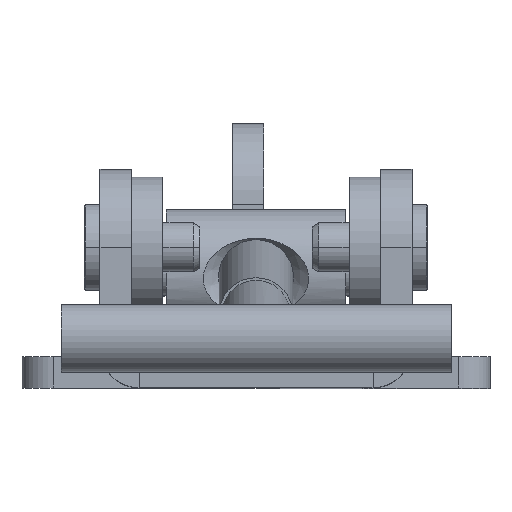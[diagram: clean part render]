
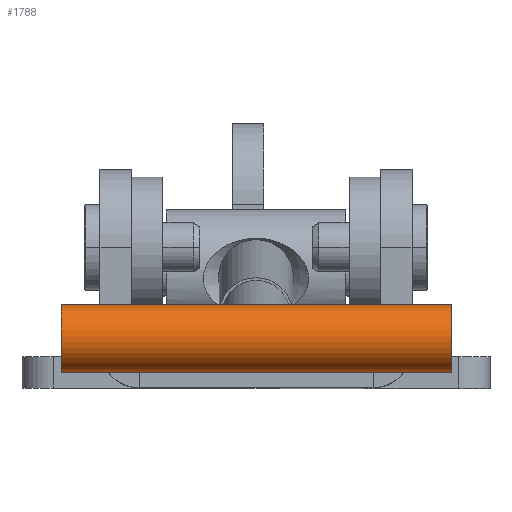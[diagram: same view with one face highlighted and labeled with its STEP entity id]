
A CAD part, top view. The second image highlights one B-rep face of the part: STEP entity #1788.
In plain terms, the highlighted cylindrical face has radius 2.18 mm (diameter 4.36 mm), a partial arc.
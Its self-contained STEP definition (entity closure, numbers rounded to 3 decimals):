
#1 = DIRECTION ( 'NONE',  ( 1., 0., 0. ) ) ;
#40 = CARTESIAN_POINT ( 'NONE',  ( 0., 46.5, -12.5 ) ) ;
#136 = CARTESIAN_POINT ( 'NONE',  ( 2.18, 46.5, 0. ) ) ;
#195 = FACE_OUTER_BOUND ( 'NONE', #3589, .T. ) ;
#261 = VECTOR ( 'NONE', #1638, 1000. ) ;
#370 = DIRECTION ( 'NONE',  ( 0., 0., 1. ) ) ;
#490 = CARTESIAN_POINT ( 'NONE',  ( 2.18, 46.5, 12.5 ) ) ;
#852 = VECTOR ( 'NONE', #2362, 1000. ) ;
#1172 = ORIENTED_EDGE ( 'NONE', *, *, #4052, .F. ) ;
#1183 = EDGE_CURVE ( 'NONE', #2368, #3937, #1620, .T. ) ;
#1469 = ORIENTED_EDGE ( 'NONE', *, *, #2871, .F. ) ;
#1500 = CARTESIAN_POINT ( 'NONE',  ( -2.18, 46.5, -12.5 ) ) ;
#1620 = LINE ( 'NONE', #1652, #261 ) ;
#1638 = DIRECTION ( 'NONE',  ( 0., 0., 1. ) ) ;
#1652 = CARTESIAN_POINT ( 'NONE',  ( -2.18, 46.5, -12.5 ) ) ;
#1655 = CARTESIAN_POINT ( 'NONE',  ( 0., 46.5, 12.5 ) ) ;
#1752 = ORIENTED_EDGE ( 'NONE', *, *, #2622, .T. ) ;
#1767 = AXIS2_PLACEMENT_3D ( 'NONE', #40, #370, #1 ) ;
#1788 = ADVANCED_FACE ( 'NONE', ( #195 ), #3516, .T. ) ;
#1826 = DIRECTION ( 'NONE',  ( 0., 0., 1. ) ) ;
#1847 = LINE ( 'NONE', #3657, #852 ) ;
#1886 = ORIENTED_EDGE ( 'NONE', *, *, #2315, .F. ) ;
#1944 = EDGE_CURVE ( 'NONE', #2446, #2368, #2247, .T. ) ;
#1966 = CIRCLE ( 'NONE', #4155, 2.18 ) ;
#1991 = DIRECTION ( 'NONE',  ( 1., 0., 0. ) ) ;
#1993 = AXIS2_PLACEMENT_3D ( 'NONE', #2757, #2797, #2823 ) ;
#2208 = VERTEX_POINT ( 'NONE', #3054 ) ;
#2247 = CIRCLE ( 'NONE', #1993, 2.18 ) ;
#2265 = VERTEX_POINT ( 'NONE', #490 ) ;
#2315 = EDGE_CURVE ( 'NONE', #3644, #2265, #4292, .T. ) ;
#2320 = CARTESIAN_POINT ( 'NONE',  ( -2.18, 46.5, 0. ) ) ;
#2362 = DIRECTION ( 'NONE',  ( 0., 0., 1. ) ) ;
#2368 = VERTEX_POINT ( 'NONE', #1500 ) ;
#2446 = VERTEX_POINT ( 'NONE', #3517 ) ;
#2563 = ORIENTED_EDGE ( 'NONE', *, *, #1183, .T. ) ;
#2622 = EDGE_CURVE ( 'NONE', #3937, #2208, #4022, .T. ) ;
#2658 = CARTESIAN_POINT ( 'NONE',  ( -2.18, 46.5, -12.5 ) ) ;
#2757 = CARTESIAN_POINT ( 'NONE',  ( 0., 46.5, -12.5 ) ) ;
#2797 = DIRECTION ( 'NONE',  ( 0., 0., 1. ) ) ;
#2823 = DIRECTION ( 'NONE',  ( 1., 0., 0. ) ) ;
#2871 = EDGE_CURVE ( 'NONE', #2265, #2208, #1966, .T. ) ;
#3028 = ORIENTED_EDGE ( 'NONE', *, *, #1944, .T. ) ;
#3054 = CARTESIAN_POINT ( 'NONE',  ( -2.18, 46.5, 12.5 ) ) ;
#3156 = VECTOR ( 'NONE', #3707, 1000. ) ;
#3516 = CYLINDRICAL_SURFACE ( 'NONE', #1767, 2.18 ) ;
#3517 = CARTESIAN_POINT ( 'NONE',  ( 2.18, 46.5, -12.5 ) ) ;
#3589 = EDGE_LOOP ( 'NONE', ( #3028, #2563, #1752, #1469, #1886, #1172 ) ) ;
#3644 = VERTEX_POINT ( 'NONE', #136 ) ;
#3657 = CARTESIAN_POINT ( 'NONE',  ( 2.18, 46.5, -12.5 ) ) ;
#3707 = DIRECTION ( 'NONE',  ( 0., 0., 1. ) ) ;
#3791 = CARTESIAN_POINT ( 'NONE',  ( 2.18, 46.5, -12.5 ) ) ;
#3937 = VERTEX_POINT ( 'NONE', #2320 ) ;
#3956 = DIRECTION ( 'NONE',  ( 0., 0., 1. ) ) ;
#4022 = LINE ( 'NONE', #2658, #3156 ) ;
#4052 = EDGE_CURVE ( 'NONE', #2446, #3644, #1847, .T. ) ;
#4155 = AXIS2_PLACEMENT_3D ( 'NONE', #1655, #3956, #1991 ) ;
#4172 = VECTOR ( 'NONE', #1826, 1000. ) ;
#4292 = LINE ( 'NONE', #3791, #4172 ) ;
